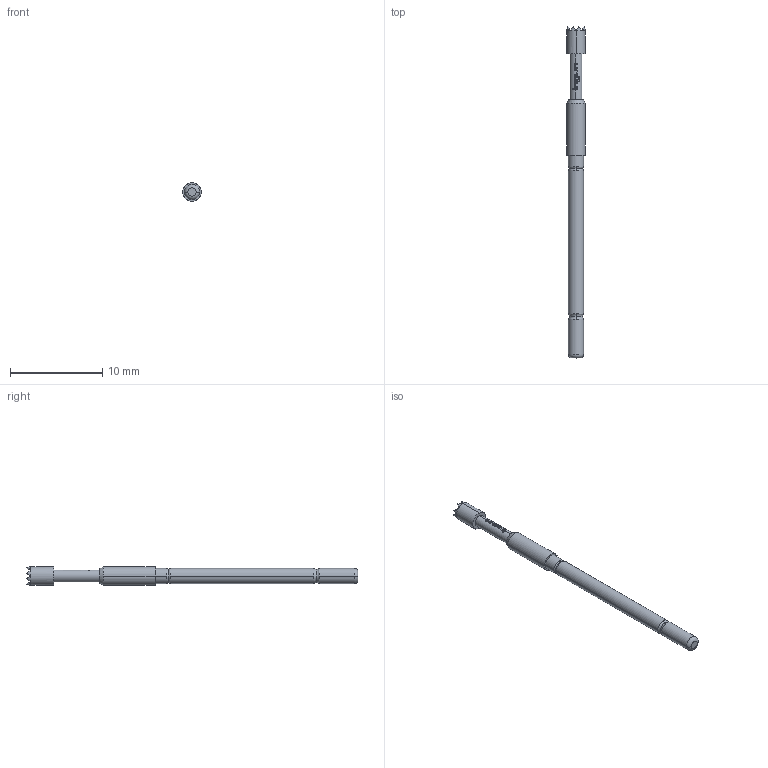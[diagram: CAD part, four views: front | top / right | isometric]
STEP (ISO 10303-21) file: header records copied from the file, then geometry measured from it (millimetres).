
FILE_DESCRIPTION (( 'STEP AP203' ), '1' );
FILE_NAME ('INGUN_GKS-912_306_200_A_xx06.STEP', '2021-10-20T07:33:53', ( 'ochi' ), ( '' ), 'SwSTEP 2.0', 'SolidWorks 2018', '' );
FILE_SCHEMA (( 'CONFIG_CONTROL_DESIGN' ));
Length unit declared in the file: millimetre
Products named in the file (1): INGUN_GKS-912_306_200_A_xx06
Bounding box: 2 x 36 x 2 mm (x, y, z)
Volume: 79.9 mm3; surface area: 200 mm2
Topology: 1 solids, 1 shells, 168 faces, 419 edges, 257 vertices
Faces by surface type: plane 62, bspline 60, cylinder 22, cone 14, torus 10
Entity records: 6024 total; most frequent: CARTESIAN_POINT 2681, ORIENTED_EDGE 838, DIRECTION 437, EDGE_CURVE 419, VERTEX_POINT 257, B_SPLINE_CURVE_WITH_KNOTS 204, EDGE_LOOP 172, AXIS2_PLACEMENT_3D 169
